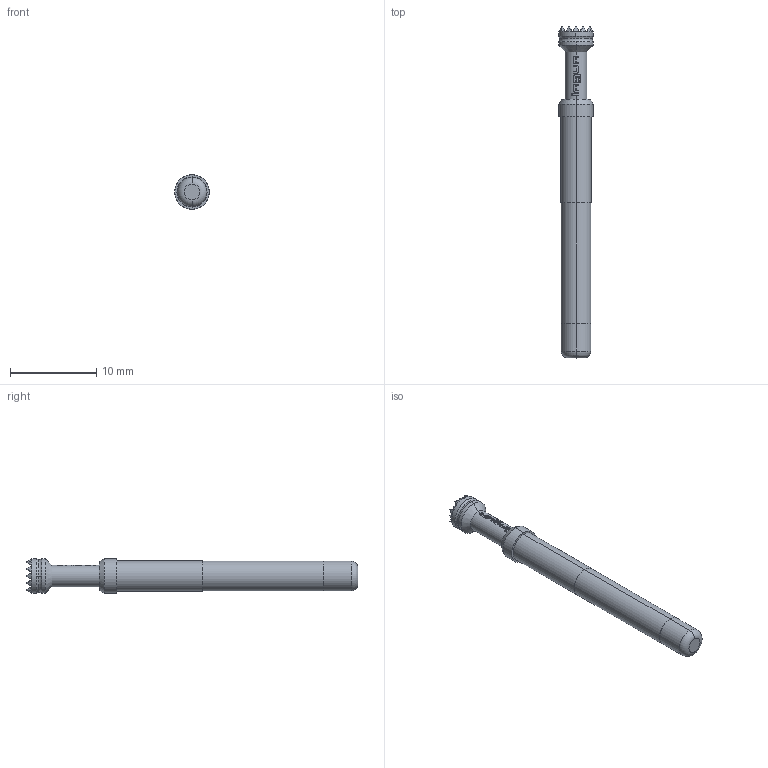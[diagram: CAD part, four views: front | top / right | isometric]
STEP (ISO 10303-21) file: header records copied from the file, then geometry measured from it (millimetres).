
FILE_DESCRIPTION (( 'STEP AP203' ), '1' );
FILE_NAME ('INGUN_BCP-150_306_400_A_xx02.STEP', '2024-04-09T10:16:10', ( '' ), ( '' ), 'SwSTEP 2.0', 'SolidWorks 2021', '' );
FILE_SCHEMA (( 'CONFIG_CONTROL_DESIGN' ));
Length unit declared in the file: millimetre
Products named in the file (1): INGUN_BCP-150_306_400_A_xx02
Bounding box: 4 x 38.5 x 4 mm (x, y, z)
Volume: 343.2 mm3; surface area: 444.1 mm2
Topology: 1 solids, 1 shells, 213 faces, 507 edges, 301 vertices
Faces by surface type: plane 137, cylinder 24, cone 24, bspline 22, torus 6
Entity records: 6352 total; most frequent: CARTESIAN_POINT 1800, ORIENTED_EDGE 1014, DIRECTION 839, EDGE_CURVE 507, AXIS2_PLACEMENT_3D 312, VERTEX_POINT 301, EDGE_LOOP 218, VECTOR 215
